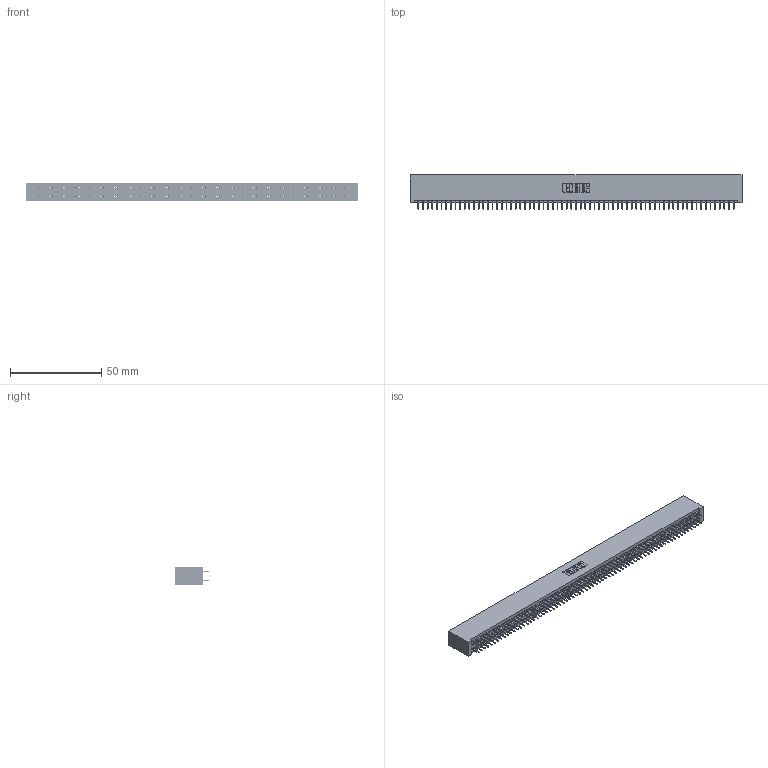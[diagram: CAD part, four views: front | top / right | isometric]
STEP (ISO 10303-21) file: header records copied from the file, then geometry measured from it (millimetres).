
FILE_DESCRIPTION (( 'STEP AP203' ), '1' );
FILE_NAME ('845-138-525-201.STEP', '2020-09-24T14:35:14', ( '' ), ( '' ), 'SwSTEP 2.0', 'SolidWorks 2020', '' );
FILE_SCHEMA (( 'CONFIG_CONTROL_DESIGN' ));
Length unit declared in the file: inch
Products named in the file (3): 845-138-525-201; 345-292-001_345-293-125; 845 Part_No Mounting Lugs
Assembly tree (139 placements, depth 2):
  845-138-525-201
    845 Part_No Mounting Lugs
    345-292-001_345-293-125  x138
Bounding box: 181.86 x 18.72 x 9.4 mm (x, y, z)
Volume: 18305.8 mm3; surface area: 27200.8 mm2
Topology: 139 solids, 139 shells, 7570 faces, 21431 edges, 13734 vertices
Faces by surface type: plane 5458, cylinder 2112
Entity records: 50301 total; most frequent: CARTESIAN_POINT 8404, ORIENTED_EDGE 8338, DIRECTION 7373, EDGE_CURVE 4169, LINE 3773, VECTOR 3773, VERTEX_POINT 2774, AXIS2_PLACEMENT_3D 1800
